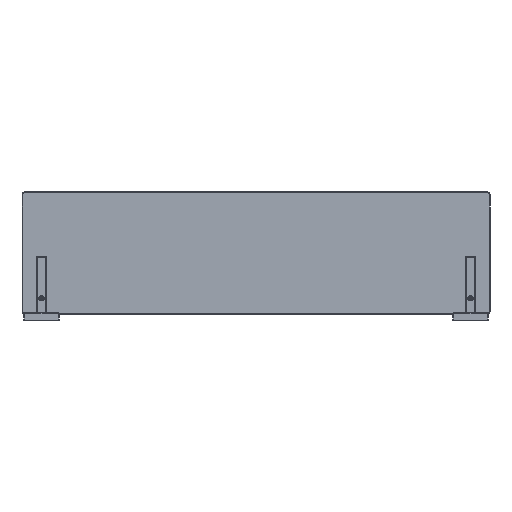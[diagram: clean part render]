
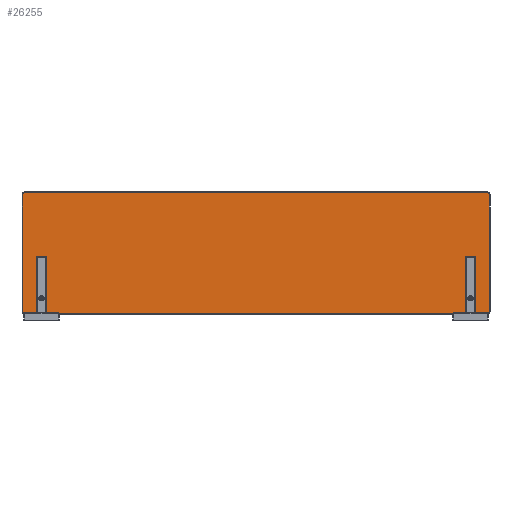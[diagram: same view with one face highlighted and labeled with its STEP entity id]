
A CAD part, front view. The second image highlights one B-rep face of the part: STEP entity #26255.
In plain terms, the highlighted planar face has unit normal (0, -1, 0).
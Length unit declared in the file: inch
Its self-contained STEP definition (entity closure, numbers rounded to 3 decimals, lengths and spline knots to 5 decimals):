
#25844=CARTESIAN_POINT('',(-11.,0.,-0.43307));
#25845=DIRECTION('',(0.,1.,0.));
#25846=DIRECTION('',(0.,0.,1.));
#25847=AXIS2_PLACEMENT_3D('',#25844,#25845,#25846);
#25849=CARTESIAN_POINT('',(-11.,0.,-0.43307));
#25850=DIRECTION('',(0.,1.,0.));
#25851=DIRECTION('',(0.,0.,-1.));
#25852=AXIS2_PLACEMENT_3D('',#25849,#25850,#25851);
#25854=CARTESIAN_POINT('',(11.,0.,-0.43307));
#25855=DIRECTION('',(0.,1.,0.));
#25856=DIRECTION('',(0.,0.,1.));
#25857=AXIS2_PLACEMENT_3D('',#25854,#25855,#25856);
#25859=CARTESIAN_POINT('',(11.,0.,-0.43307));
#25860=DIRECTION('',(0.,1.,0.));
#25861=DIRECTION('',(0.,0.,-1.));
#25862=AXIS2_PLACEMENT_3D('',#25859,#25860,#25861);
#25864=CARTESIAN_POINT('',(-11.84,0.00001,2.98961));
#25865=DIRECTION('',(0.,-1.,0.));
#25866=DIRECTION('',(0.,0.,1.));
#25867=AXIS2_PLACEMENT_3D('',#25864,#25865,#25866);
#25869=DIRECTION('',(-1.,0.,0.));
#25870=VECTOR('',#25869,23.68);
#25871=CARTESIAN_POINT('',(11.84,0.,
3.1096));
#25872=LINE('',#25871,#25870);
#25873=CARTESIAN_POINT('',(11.84,0.00001,2.98961));
#25874=DIRECTION('',(0.,-1.,0.));
#25875=DIRECTION('',(1.,0.,0.));
#25876=AXIS2_PLACEMENT_3D('',#25873,#25874,#25875);
#25878=DIRECTION('',(0.,0.,1.));
#25879=VECTOR('',#25878,5.97921);
#25880=CARTESIAN_POINT('',(11.96,0.,
-2.98961));
#25881=LINE('',#25880,#25879);
#25882=CARTESIAN_POINT('',(11.84,0.00001,-2.98961));
#25883=DIRECTION('',(0.,-1.,0.));
#25884=DIRECTION('',(0.,0.,-1.));
#25885=AXIS2_PLACEMENT_3D('',#25882,#25883,#25884);
#25887=DIRECTION('',(1.,0.,0.));
#25888=VECTOR('',#25887,23.68);
#25889=CARTESIAN_POINT('',(-11.84,0.,
-3.1096));
#25890=LINE('',#25889,#25888);
#25891=CARTESIAN_POINT('',(-11.84,0.00001,-2.98961));
#25892=DIRECTION('',(0.,-1.,0.));
#25893=DIRECTION('',(-1.,0.,0.));
#25894=AXIS2_PLACEMENT_3D('',#25891,#25892,#25893);
#25896=DIRECTION('',(0.,0.,-1.));
#25897=VECTOR('',#25896,5.97921);
#25898=CARTESIAN_POINT('',(-11.96,0.,
2.98961));
#25899=LINE('',#25898,#25897);
#26140=CARTESIAN_POINT('',(-11.,0.,-0.24607));
#26141=CARTESIAN_POINT('',(-11.,0.,-0.62007));
#26142=VERTEX_POINT('',#26140);
#26143=VERTEX_POINT('',#26141);
#26144=CARTESIAN_POINT('',(11.,0.,-0.24607));
#26145=CARTESIAN_POINT('',(11.,0.,-0.62007));
#26146=VERTEX_POINT('',#26144);
#26147=VERTEX_POINT('',#26145);
#26188=CARTESIAN_POINT('',(-11.84,0.00001,3.10959));
#26189=CARTESIAN_POINT('',(-11.95999,0.00001,
2.98961));
#26190=VERTEX_POINT('',#26188);
#26191=VERTEX_POINT('',#26189);
#26196=CARTESIAN_POINT('',(-11.96,0.,
-2.98961));
#26197=VERTEX_POINT('',#26196);
#26200=CARTESIAN_POINT('',(-11.84,0.00001,-3.10959));
#26201=VERTEX_POINT('',#26200);
#26204=CARTESIAN_POINT('',(11.84,0.,
-3.1096));
#26205=VERTEX_POINT('',#26204);
#26208=CARTESIAN_POINT('',(11.95999,0.00001,
-2.98961));
#26209=VERTEX_POINT('',#26208);
#26212=CARTESIAN_POINT('',(11.96,0.,
2.98961));
#26213=VERTEX_POINT('',#26212);
#26216=CARTESIAN_POINT('',(11.84,0.00001,3.10959));
#26217=VERTEX_POINT('',#26216);
#26220=CARTESIAN_POINT('',(0.,0.,0.));
#26221=DIRECTION('',(0.,1.,0.));
#26222=DIRECTION('',(1.,0.,0.));
#26223=AXIS2_PLACEMENT_3D('',#26220,#26221,#26222);
#26224=PLANE('',#26223);
#26226=ORIENTED_EDGE('',*,*,#26225,.F.);
#26228=ORIENTED_EDGE('',*,*,#26227,.F.);
#26230=ORIENTED_EDGE('',*,*,#26229,.F.);
#26232=ORIENTED_EDGE('',*,*,#26231,.F.);
#26234=ORIENTED_EDGE('',*,*,#26233,.F.);
#26236=ORIENTED_EDGE('',*,*,#26235,.F.);
#26238=ORIENTED_EDGE('',*,*,#26237,.F.);
#26240=ORIENTED_EDGE('',*,*,#26239,.F.);
#26241=EDGE_LOOP('',(#26226,#26228,#26230,#26232,#26234,#26236,#26238,#26240));
#26242=FACE_OUTER_BOUND('',#26241,.F.);
#26244=ORIENTED_EDGE('',*,*,#26243,.F.);
#26246=ORIENTED_EDGE('',*,*,#26245,.F.);
#26247=EDGE_LOOP('',(#26244,#26246));
#26248=FACE_BOUND('',#26247,.F.);
#26250=ORIENTED_EDGE('',*,*,#26249,.F.);
#26252=ORIENTED_EDGE('',*,*,#26251,.F.);
#26253=EDGE_LOOP('',(#26250,#26252));
#26254=FACE_BOUND('',#26253,.F.);
#26255=ADVANCED_FACE('',(#26242,#26248,#26254),#26224,.F.);
#25848=CIRCLE('',#25847,0.187);
#25853=CIRCLE('',#25852,0.187);
#25858=CIRCLE('',#25857,0.187);
#25863=CIRCLE('',#25862,0.187);
#25868=CIRCLE('',#25867,0.11999);
#25877=CIRCLE('',#25876,0.11999);
#25886=CIRCLE('',#25885,0.11999);
#25895=CIRCLE('',#25894,0.11999);
#26225=EDGE_CURVE('',#26190,#26191,#25868,.T.);
#26227=EDGE_CURVE('',#26217,#26190,#25872,.T.);
#26229=EDGE_CURVE('',#26213,#26217,#25877,.T.);
#26231=EDGE_CURVE('',#26209,#26213,#25881,.T.);
#26233=EDGE_CURVE('',#26205,#26209,#25886,.T.);
#26235=EDGE_CURVE('',#26201,#26205,#25890,.T.);
#26237=EDGE_CURVE('',#26197,#26201,#25895,.T.);
#26239=EDGE_CURVE('',#26191,#26197,#25899,.T.);
#26243=EDGE_CURVE('',#26146,#26147,#25858,.T.);
#26245=EDGE_CURVE('',#26147,#26146,#25863,.T.);
#26249=EDGE_CURVE('',#26142,#26143,#25848,.T.);
#26251=EDGE_CURVE('',#26143,#26142,#25853,.T.);
